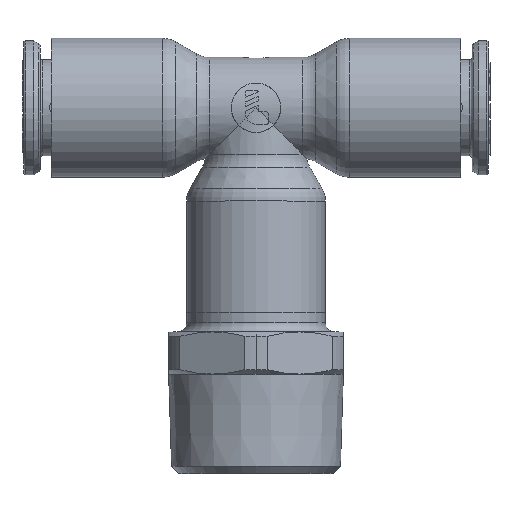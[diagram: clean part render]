
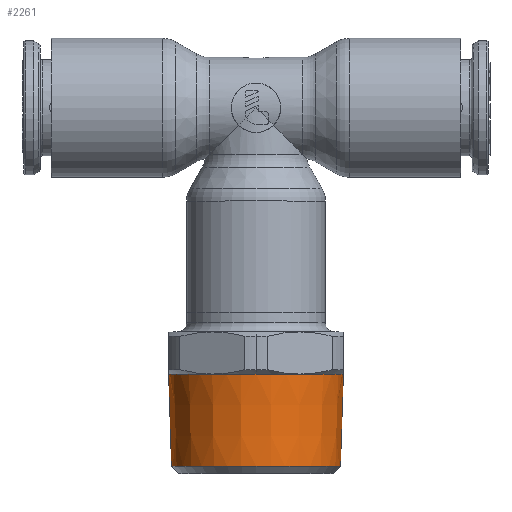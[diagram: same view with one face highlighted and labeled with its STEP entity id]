
A CAD part, top view. The second image highlights one B-rep face of the part: STEP entity #2261.
In plain terms, the highlighted conical face has half-angle 1.79 degrees and reference radius 8.352 mm.
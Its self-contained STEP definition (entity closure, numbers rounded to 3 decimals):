
#2261=ADVANCED_FACE('',(#5578),#5579,.T.);
#5578=FACE_OUTER_BOUND('',#10801,.T.);
#5579=CONICAL_SURFACE('',#10802,8.352,0.031);
#10801=EDGE_LOOP('',(#19627,#19628,#19629,#19630));
#10802=AXIS2_PLACEMENT_3D('',#19631,#19632,#19633);
#19627=ORIENTED_EDGE('',*,*,#31587,.T.);
#19628=ORIENTED_EDGE('',*,*,#31588,.T.);
#19629=ORIENTED_EDGE('',*,*,#31589,.T.);
#19630=ORIENTED_EDGE('',*,*,#31590,.T.);
#19631=CARTESIAN_POINT('',(0.0,-30.38,0.0));
#19632=DIRECTION('',(-0.0,1.0,-0.0));
#19633=DIRECTION('',(1.0,0.0,0.0));
#31587=EDGE_CURVE('',#37395,#38083,#38084,.T.);
#31588=EDGE_CURVE('',#38083,#38085,#38086,.T.);
#31589=EDGE_CURVE('',#38085,#37399,#38087,.T.);
#31590=EDGE_CURVE('',#37399,#37395,#38088,.T.);
#37395=VERTEX_POINT('',#47035);
#37399=VERTEX_POINT('',#47040);
#38083=VERTEX_POINT('',#48231);
#38084=LINE('',#48232,#48233);
#38085=VERTEX_POINT('',#48234);
#38086=CIRCLE('',#48235,8.492);
#38087=LINE('',#48236,#48237);
#38088=CIRCLE('',#48238,8.212);
#47035=CARTESIAN_POINT('',(8.212,-34.86,0.));
#47040=CARTESIAN_POINT('',(-8.212,-34.86,0.0));
#48231=CARTESIAN_POINT('',(8.492,-25.9,0.));
#48232=CARTESIAN_POINT('',(8.352,-30.38,0.));
#48233=VECTOR('',#59603,1.0);
#48234=CARTESIAN_POINT('',(-8.492,-25.9,0.0));
#48235=AXIS2_PLACEMENT_3D('',#59604,#59605,#59606);
#48236=CARTESIAN_POINT('',(-8.352,-30.38,0.));
#48237=VECTOR('',#59607,1.0);
#48238=AXIS2_PLACEMENT_3D('',#59608,#59609,#59610);
#59603=DIRECTION('',(0.031,1.,0.));
#59604=CARTESIAN_POINT('',(0.0,-25.9,0.0));
#59605=DIRECTION('',(0.0,-1.0,0.0));
#59606=DIRECTION('',(1.0,0.0,0.0));
#59607=DIRECTION('',(0.031,-1.,0.));
#59608=CARTESIAN_POINT('',(0.0,-34.86,0.0));
#59609=DIRECTION('',(-0.0,1.0,0.0));
#59610=DIRECTION('',(1.0,0.0,0.0));
